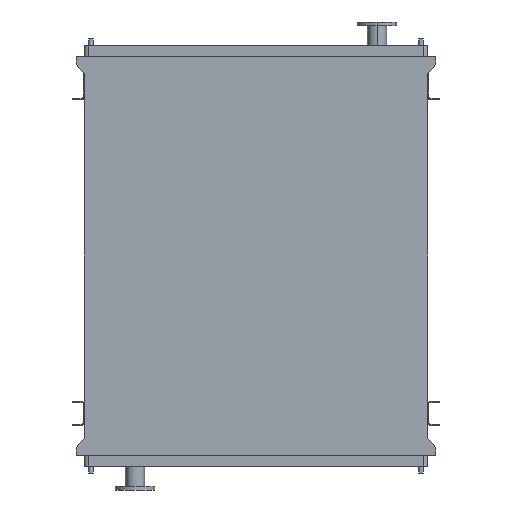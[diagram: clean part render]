
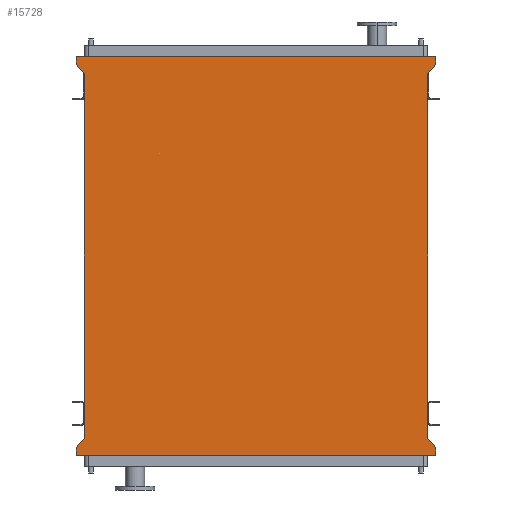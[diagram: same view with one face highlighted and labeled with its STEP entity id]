
A CAD part, front view. The second image highlights one B-rep face of the part: STEP entity #15728.
In plain terms, the highlighted planar face has unit normal (0, -1, 0).
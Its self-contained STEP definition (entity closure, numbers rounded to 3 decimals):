
#279 = ORIENTED_EDGE ( 'NONE', *, *, #2137, .T. ) ;
#286 = VERTEX_POINT ( 'NONE', #14114 ) ;
#483 = DIRECTION ( 'NONE',  ( 0., 0., -1. ) ) ;
#489 = VERTEX_POINT ( 'NONE', #8612 ) ;
#542 = VERTEX_POINT ( 'NONE', #6391 ) ;
#689 = DIRECTION ( 'NONE',  ( 0., 0., 1. ) ) ;
#757 = VERTEX_POINT ( 'NONE', #7617 ) ;
#1440 = ORIENTED_EDGE ( 'NONE', *, *, #5844, .F. ) ;
#1570 = ORIENTED_EDGE ( 'NONE', *, *, #13020, .F. ) ;
#1620 = CARTESIAN_POINT ( 'NONE',  ( -965., 0., -2050. ) ) ;
#1671 = VECTOR ( 'NONE', #6956, 1000. ) ;
#1810 = VERTEX_POINT ( 'NONE', #7786 ) ;
#2029 = LINE ( 'NONE', #8220, #1671 ) ;
#2088 = ORIENTED_EDGE ( 'NONE', *, *, #2438, .F. ) ;
#2137 = EDGE_CURVE ( 'NONE', #489, #542, #12625, .T. ) ;
#2350 = LINE ( 'NONE', #14509, #13705 ) ;
#2438 = EDGE_CURVE ( 'NONE', #489, #286, #14738, .T. ) ;
#2463 = ORIENTED_EDGE ( 'NONE', *, *, #8338, .F. ) ;
#2467 = VERTEX_POINT ( 'NONE', #5598 ) ;
#2834 = VECTOR ( 'NONE', #8407, 1000. ) ;
#3168 = VERTEX_POINT ( 'NONE', #8673 ) ;
#3562 = CARTESIAN_POINT ( 'NONE',  ( -1011., 0., -2103. ) ) ;
#3655 = VERTEX_POINT ( 'NONE', #6045 ) ;
#3860 = DIRECTION ( 'NONE',  ( 0.655, 0., -0.755 ) ) ;
#3987 = FACE_OUTER_BOUND ( 'NONE', #5576, .T. ) ;
#4085 = LINE ( 'NONE', #7810, #10182 ) ;
#4338 = CARTESIAN_POINT ( 'NONE',  ( 1011., 0., 53. ) ) ;
#4512 = CARTESIAN_POINT ( 'NONE',  ( -1011., 0., -2145. ) ) ;
#4671 = LINE ( 'NONE', #4749, #13590 ) ;
#4749 = CARTESIAN_POINT ( 'NONE',  ( 1011., 0., 53. ) ) ;
#4819 = ORIENTED_EDGE ( 'NONE', *, *, #8163, .F. ) ;
#4955 = AXIS2_PLACEMENT_3D ( 'NONE', #15104, #6449, #483 ) ;
#5112 = DIRECTION ( 'NONE',  ( 0., 0., 1. ) ) ;
#5170 = PLANE ( 'NONE',  #4955 ) ;
#5517 = ORIENTED_EDGE ( 'NONE', *, *, #9288, .F. ) ;
#5576 = EDGE_LOOP ( 'NONE', ( #279, #15472, #6783, #1570, #6413, #9424, #5517, #7603, #4819, #2463, #1440, #2088 ) ) ;
#5598 = CARTESIAN_POINT ( 'NONE',  ( -965., 0., -2050. ) ) ;
#5636 = EDGE_CURVE ( 'NONE', #7175, #542, #4671, .T. ) ;
#5691 = LINE ( 'NONE', #4512, #9436 ) ;
#5844 = EDGE_CURVE ( 'NONE', #286, #10335, #13214, .T. ) ;
#6045 = CARTESIAN_POINT ( 'NONE',  ( -1011., 0., 95. ) ) ;
#6067 = DIRECTION ( 'NONE',  ( 0., 0., -1. ) ) ;
#6330 = EDGE_CURVE ( 'NONE', #9818, #3655, #2029, .T. ) ;
#6391 = CARTESIAN_POINT ( 'NONE',  ( 965., 0., 0. ) ) ;
#6413 = ORIENTED_EDGE ( 'NONE', *, *, #6330, .F. ) ;
#6449 = DIRECTION ( 'NONE',  ( 0., -1., 0. ) ) ;
#6783 = ORIENTED_EDGE ( 'NONE', *, *, #8089, .F. ) ;
#6956 = DIRECTION ( 'NONE',  ( 0., 0., 1. ) ) ;
#7119 = VERTEX_POINT ( 'NONE', #12688 ) ;
#7175 = VERTEX_POINT ( 'NONE', #4338 ) ;
#7370 = LINE ( 'NONE', #9524, #11211 ) ;
#7603 = ORIENTED_EDGE ( 'NONE', *, *, #13226, .F. ) ;
#7617 = CARTESIAN_POINT ( 'NONE',  ( -1011., 0., -2145. ) ) ;
#7636 = VECTOR ( 'NONE', #8123, 1000. ) ;
#7786 = CARTESIAN_POINT ( 'NONE',  ( -1011., 0., -2103. ) ) ;
#7810 = CARTESIAN_POINT ( 'NONE',  ( -1011., 0., 95. ) ) ;
#7844 = CARTESIAN_POINT ( 'NONE',  ( 965., 0., -2050. ) ) ;
#8089 = EDGE_CURVE ( 'NONE', #3168, #7175, #7370, .T. ) ;
#8123 = DIRECTION ( 'NONE',  ( 0.655, 0., 0.755 ) ) ;
#8129 = CARTESIAN_POINT ( 'NONE',  ( 1011., 0., -2145. ) ) ;
#8163 = EDGE_CURVE ( 'NONE', #757, #1810, #13258, .T. ) ;
#8220 = CARTESIAN_POINT ( 'NONE',  ( -1011., 0., 53. ) ) ;
#8338 = EDGE_CURVE ( 'NONE', #10335, #757, #5691, .T. ) ;
#8407 = DIRECTION ( 'NONE',  ( 0., 0., 1. ) ) ;
#8457 = DIRECTION ( 'NONE',  ( -0.655, 0., 0.755 ) ) ;
#8612 = CARTESIAN_POINT ( 'NONE',  ( 965., 0., -2050. ) ) ;
#8622 = CARTESIAN_POINT ( 'NONE',  ( 1011., 0., -2103. ) ) ;
#8673 = CARTESIAN_POINT ( 'NONE',  ( 1011., 0., 95. ) ) ;
#9006 = LINE ( 'NONE', #1620, #9606 ) ;
#9288 = EDGE_CURVE ( 'NONE', #2467, #7119, #9006, .T. ) ;
#9362 = DIRECTION ( 'NONE',  ( -1., 0., 0. ) ) ;
#9424 = ORIENTED_EDGE ( 'NONE', *, *, #11645, .F. ) ;
#9436 = VECTOR ( 'NONE', #9362, 1000. ) ;
#9524 = CARTESIAN_POINT ( 'NONE',  ( 1011., 0., 95. ) ) ;
#9606 = VECTOR ( 'NONE', #5112, 1000. ) ;
#9818 = VERTEX_POINT ( 'NONE', #10251 ) ;
#10128 = DIRECTION ( 'NONE',  ( 1., 0., 0. ) ) ;
#10182 = VECTOR ( 'NONE', #10128, 1000. ) ;
#10251 = CARTESIAN_POINT ( 'NONE',  ( -1011., 0., 53. ) ) ;
#10335 = VERTEX_POINT ( 'NONE', #8129 ) ;
#11211 = VECTOR ( 'NONE', #14530, 1000. ) ;
#11556 = LINE ( 'NONE', #11636, #7636 ) ;
#11636 = CARTESIAN_POINT ( 'NONE',  ( -965., 0., -2050. ) ) ;
#11645 = EDGE_CURVE ( 'NONE', #7119, #9818, #2350, .T. ) ;
#12625 = LINE ( 'NONE', #7844, #15689 ) ;
#12688 = CARTESIAN_POINT ( 'NONE',  ( -965., 0., 0. ) ) ;
#13020 = EDGE_CURVE ( 'NONE', #3655, #3168, #4085, .T. ) ;
#13172 = DIRECTION ( 'NONE',  ( -0.655, 0., -0.755 ) ) ;
#13214 = LINE ( 'NONE', #14558, #14859 ) ;
#13226 = EDGE_CURVE ( 'NONE', #1810, #2467, #11556, .T. ) ;
#13258 = LINE ( 'NONE', #3562, #2834 ) ;
#13590 = VECTOR ( 'NONE', #13172, 1000. ) ;
#13705 = VECTOR ( 'NONE', #8457, 1000. ) ;
#14114 = CARTESIAN_POINT ( 'NONE',  ( 1011., 0., -2103. ) ) ;
#14398 = VECTOR ( 'NONE', #3860, 1000. ) ;
#14509 = CARTESIAN_POINT ( 'NONE',  ( -965., 0., 0. ) ) ;
#14530 = DIRECTION ( 'NONE',  ( 0., 0., -1. ) ) ;
#14558 = CARTESIAN_POINT ( 'NONE',  ( 1011., 0., -2145. ) ) ;
#14738 = LINE ( 'NONE', #8622, #14398 ) ;
#14859 = VECTOR ( 'NONE', #6067, 1000. ) ;
#15104 = CARTESIAN_POINT ( 'NONE',  ( -965., 0., -2050. ) ) ;
#15472 = ORIENTED_EDGE ( 'NONE', *, *, #5636, .F. ) ;
#15689 = VECTOR ( 'NONE', #689, 1000. ) ;
#15728 = ADVANCED_FACE ( 'NONE', ( #3987 ), #5170, .T. ) ;
